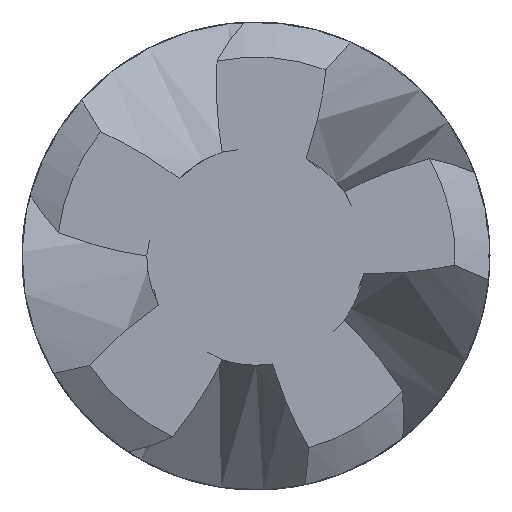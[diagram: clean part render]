
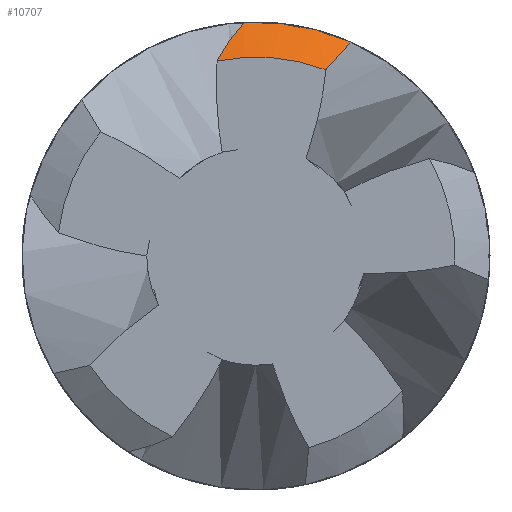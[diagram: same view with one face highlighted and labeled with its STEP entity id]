
A CAD part, left-side view. The second image highlights one B-rep face of the part: STEP entity #10707.
In plain terms, the highlighted conical face has half-angle 60 degrees and reference radius 4.048 mm.
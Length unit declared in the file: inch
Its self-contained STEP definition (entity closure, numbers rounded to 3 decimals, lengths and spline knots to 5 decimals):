
#136 = EDGE_CURVE ( 'NONE', #10991, #10812, #6063, .T. ) ;
#161 = EDGE_CURVE ( 'NONE', #10996, #10990, #8056, .T. ) ;
#186 = EDGE_CURVE ( 'NONE', #10990, #10991, #6533, .T. ) ;
#204 = EDGE_CURVE ( 'NONE', #10812, #10996, #6336, .T. ) ;
#309 = AXIS2_PLACEMENT_3D ( 'NONE', #10230, #10229, #9624 ) ;
#6063 = B_SPLINE_CURVE_WITH_KNOTS ( 'NONE', 3,
 ( #10382, #9161, #9145, #9143 ),
 .UNSPECIFIED., .F., .F.,
 ( 4, 4 ),
 ( 0., 0.00222 ),
 .UNSPECIFIED. ) ;
#6336 = B_SPLINE_CURVE_WITH_KNOTS ( 'NONE', 3,
 ( #10517, #10520, #10521, #10522 ),
 .UNSPECIFIED., .F., .F.,
 ( 4, 4 ),
 ( 0., 0.00105 ),
 .UNSPECIFIED. ) ;
#6533 = B_SPLINE_CURVE_WITH_KNOTS ( 'NONE', 3,
 ( #10198, #8641, #8634, #8635 ),
 .UNSPECIFIED., .F., .F.,
 ( 4, 4 ),
 ( 0., 0.00086 ),
 .UNSPECIFIED. ) ;
#7481 = DIRECTION ( 'NONE',  ( 1., 0., 0. ) ) ;
#7482 = DIRECTION ( 'NONE',  ( 0., 0., -1. ) ) ;
#7484 = CARTESIAN_POINT ( 'NONE',  ( 0., 0., 0. ) ) ;
#8056 = CIRCLE ( 'NONE', #309, 0.15938 ) ;
#8634 = CARTESIAN_POINT ( 'NONE',  ( 0.01086, -0.06884, 0.16439 ) ) ;
#8635 = CARTESIAN_POINT ( 'NONE',  ( 0.01624, -0.07579, 0.1715 ) ) ;
#8641 = CARTESIAN_POINT ( 'NONE',  ( 0.00545, -0.06228, 0.15694 ) ) ;
#8691 = AXIS2_PLACEMENT_3D ( 'NONE', #7484, #7481, #7482 ) ;
#9143 = CARTESIAN_POINT ( 'NONE',  ( 0.01624, 0.00932, 0.18727 ) ) ;
#9145 = CARTESIAN_POINT ( 'NONE',  ( 0.01624, -0.01982, 0.18872 ) ) ;
#9161 = CARTESIAN_POINT ( 'NONE',  ( 0.01624, -0.04911, 0.18329 ) ) ;
#9624 = DIRECTION ( 'NONE',  ( 0., 0., -1. ) ) ;
#10198 = CARTESIAN_POINT ( 'NONE',  ( 0., -0.05614, 0.14916 ) ) ;
#10229 = DIRECTION ( 'NONE',  ( 1., 0., 0. ) ) ;
#10230 = CARTESIAN_POINT ( 'NONE',  ( 0., 0., 0. ) ) ;
#10382 = CARTESIAN_POINT ( 'NONE',  ( 0.01624, -0.07579, 0.1715 ) ) ;
#10517 = CARTESIAN_POINT ( 'NONE',  ( 0.01624, 0.00932, 0.18727 ) ) ;
#10520 = CARTESIAN_POINT ( 'NONE',  ( 0.01098, 0.01786, 0.17773 ) ) ;
#10521 = CARTESIAN_POINT ( 'NONE',  ( 0.00561, 0.02519, 0.1674 ) ) ;
#10522 = CARTESIAN_POINT ( 'NONE',  ( 0., 0.03124, 0.15628 ) ) ;
#10707 = ADVANCED_FACE ( 'NONE', ( #11370 ), #11387, .T. ) ;
#10812 = VERTEX_POINT ( 'NONE', #13800 ) ;
#10990 = VERTEX_POINT ( 'NONE', #13752 ) ;
#10991 = VERTEX_POINT ( 'NONE', #13751 ) ;
#10996 = VERTEX_POINT ( 'NONE', #13746 ) ;
#11370 = FACE_OUTER_BOUND ( 'NONE', #15220, .T. ) ;
#11387 = CONICAL_SURFACE ( 'NONE', #8691, 0.15938, 1.047 ) ;
#13746 = CARTESIAN_POINT ( 'NONE',  ( 0., 0.03124, 0.15628 ) ) ;
#13751 = CARTESIAN_POINT ( 'NONE',  ( 0.01624, -0.07579, 0.1715 ) ) ;
#13752 = CARTESIAN_POINT ( 'NONE',  ( 0., -0.05614, 0.14916 ) ) ;
#13800 = CARTESIAN_POINT ( 'NONE',  ( 0.01624, 0.00932, 0.18727 ) ) ;
#15220 = EDGE_LOOP ( 'NONE', ( #16679, #16680, #16566, #16614 ) ) ;
#16566 = ORIENTED_EDGE ( 'NONE', *, *, #186, .T. ) ;
#16614 = ORIENTED_EDGE ( 'NONE', *, *, #136, .T. ) ;
#16679 = ORIENTED_EDGE ( 'NONE', *, *, #204, .T. ) ;
#16680 = ORIENTED_EDGE ( 'NONE', *, *, #161, .T. ) ;
